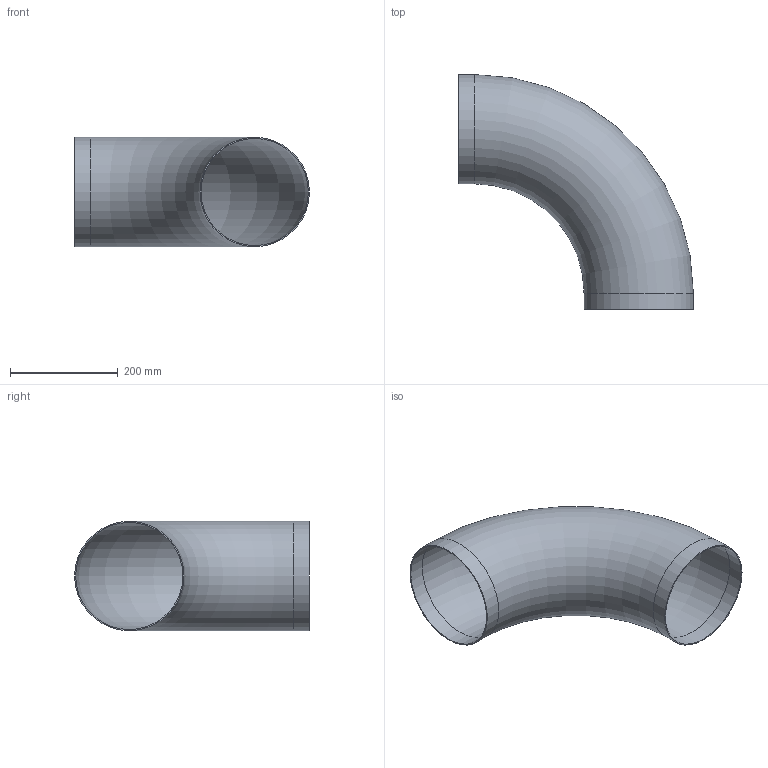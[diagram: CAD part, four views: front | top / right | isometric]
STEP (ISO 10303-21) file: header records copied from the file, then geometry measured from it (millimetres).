
FILE_DESCRIPTION(/* description */ (''),/* implementation_level */ '2;1');
FILE_NAME(/* name */ 'Tube Elbow 90'' Long Radius\Tube Elbow 90'' x 200mm LR.ipt.step',/* time_stamp */ '2022-04-21T11:03:50+10:00',/* author */ ('Simon'),/* organization */ (''),/* preprocessor_version */ 'ST-DEVELOPER v18',/* originating_system */ 'Autodesk Inventor 2020',/* authorisation */ '');
FILE_SCHEMA (('AUTOMOTIVE_DESIGN { 1 0 10303 214 3 1 1 }'));
Length unit declared in the file: millimetre
Products named in the file (1): Tube Elbow 90' x 200mm LR
Bounding box: 436.4 x 436.4 x 203.2 mm (x, y, z)
Volume: 681111.6 mm3; surface area: 683640 mm2
Topology: 1 solids, 1 shells, 8 faces, 20 edges, 14 vertices
Faces by surface type: cylinder 4, torus 2, plane 2
Full cylindrical faces by diameter (mm): 199.2 x2, 203.2 x2
Entity records: 309 total; most frequent: DIRECTION 54, CARTESIAN_POINT 43, ORIENTED_EDGE 40, AXIS2_PLACEMENT_3D 25, EDGE_CURVE 20, CIRCLE 16, VERTEX_POINT 14, EDGE_LOOP 10
